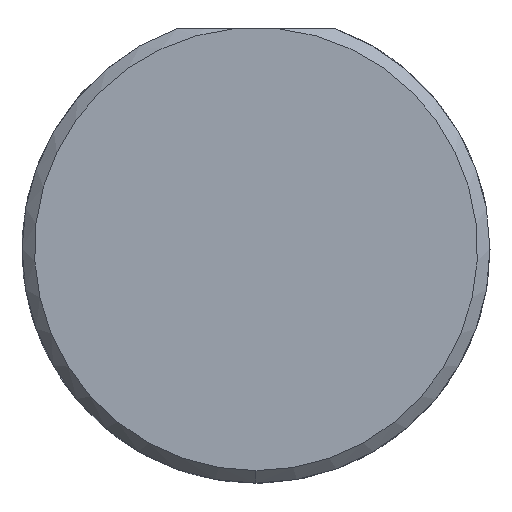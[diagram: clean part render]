
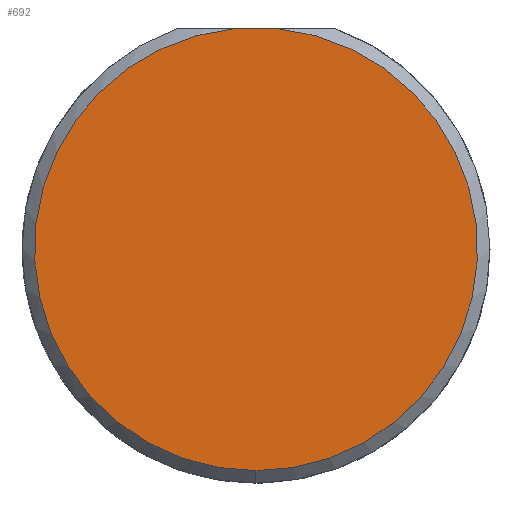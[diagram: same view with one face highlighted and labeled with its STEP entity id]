
A CAD part, left-side view. The second image highlights one B-rep face of the part: STEP entity #692.
In plain terms, the highlighted planar face has unit normal (-1, 0, 0).
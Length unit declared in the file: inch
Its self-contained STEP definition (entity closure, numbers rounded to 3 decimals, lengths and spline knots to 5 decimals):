
#41 = CARTESIAN_POINT ( 'NONE',  ( 0., 0.01881, 0.17635 ) ) ;
#43 = DIRECTION ( 'NONE',  ( 1., 0., 0. ) ) ;
#80 = CARTESIAN_POINT ( 'NONE',  ( 0., 0., 0. ) ) ;
#148 = DIRECTION ( 'NONE',  ( 0., 1., 0. ) ) ;
#154 = VERTEX_POINT ( 'NONE', #295 ) ;
#155 = FACE_OUTER_BOUND ( 'NONE', #264, .T. ) ;
#208 = LINE ( 'NONE', #584, #565 ) ;
#223 = DIRECTION ( 'NONE',  ( 0., 0., -1. ) ) ;
#243 = EDGE_CURVE ( 'NONE', #426, #154, #708, .T. ) ;
#264 = EDGE_LOOP ( 'NONE', ( #678, #511, #381 ) ) ;
#295 = CARTESIAN_POINT ( 'NONE',  ( 0., 0., -0.17735 ) ) ;
#314 = AXIS2_PLACEMENT_3D ( 'NONE', #383, #451, #318 ) ;
#318 = DIRECTION ( 'NONE',  ( 0., 0., -1. ) ) ;
#329 = EDGE_CURVE ( 'NONE', #730, #426, #208, .T. ) ;
#331 = PLANE ( 'NONE',  #420 ) ;
#381 = ORIENTED_EDGE ( 'NONE', *, *, #622, .T. ) ;
#383 = CARTESIAN_POINT ( 'NONE',  ( 0., 0., 0. ) ) ;
#403 = CARTESIAN_POINT ( 'NONE',  ( 0., 0., 0. ) ) ;
#420 = AXIS2_PLACEMENT_3D ( 'NONE', #403, #43, #223 ) ;
#426 = VERTEX_POINT ( 'NONE', #41 ) ;
#451 = DIRECTION ( 'NONE',  ( -1., 0., 0. ) ) ;
#454 = CARTESIAN_POINT ( 'NONE',  ( 0., -0.01881, 0.17635 ) ) ;
#500 = CIRCLE ( 'NONE', #314, 0.17735 ) ;
#511 = ORIENTED_EDGE ( 'NONE', *, *, #243, .T. ) ;
#565 = VECTOR ( 'NONE', #148, 39.37008 ) ;
#576 = DIRECTION ( 'NONE',  ( 0., 0., -1. ) ) ;
#584 = CARTESIAN_POINT ( 'NONE',  ( 0., 0.18735, 0.17635 ) ) ;
#622 = EDGE_CURVE ( 'NONE', #154, #730, #500, .T. ) ;
#638 = AXIS2_PLACEMENT_3D ( 'NONE', #80, #780, #576 ) ;
#678 = ORIENTED_EDGE ( 'NONE', *, *, #329, .T. ) ;
#692 = ADVANCED_FACE ( 'NONE', ( #155 ), #331, .F. ) ;
#708 = CIRCLE ( 'NONE', #638, 0.17735 ) ;
#730 = VERTEX_POINT ( 'NONE', #454 ) ;
#780 = DIRECTION ( 'NONE',  ( -1., 0., 0. ) ) ;
